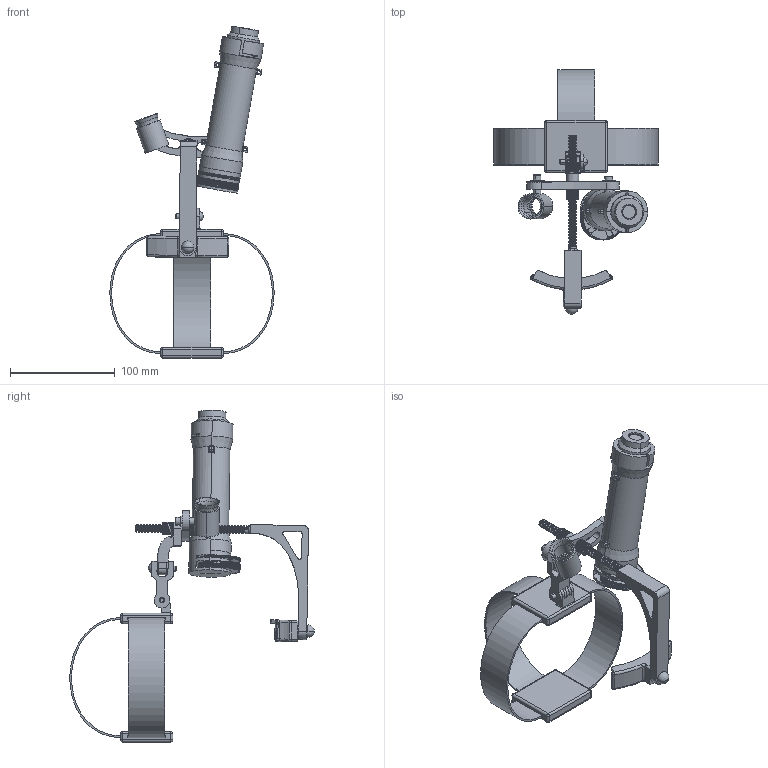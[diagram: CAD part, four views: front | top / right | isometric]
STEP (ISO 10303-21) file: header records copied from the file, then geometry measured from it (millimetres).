
FILE_DESCRIPTION (( 'STEP AP203' ), '1' );
FILE_NAME ('Head Strap Mount_18-6-2016.STEP', '2016-06-18T06:06:33', ( '' ), ( '' ), 'SwSTEP 2.0', 'SolidWorks 2016', '' );
FILE_SCHEMA (( 'CONFIG_CONTROL_DESIGN' ));
Length unit declared in the file: millimetre
Products named in the file (29): Lens Holder_Back; DOMO Lens; Chin Rest; Filter_Red; Torch; Chin Rest Link; Filter_Yellow; Head Mount Base; Closing of Light Holder; Nut for Chin Rest Link; Light Source Holder Assembly_28-3-16; Positioning Link; LED Lens; Rivet; Holding Clip; Head Mount Base Back; Filter; Rivet_Small; Slit Dial_12mm_28-03-16; Strip; Filter_Blue; Light Source_28-03-16; Head Strap link; Link for Lens and Light source; Filter_Green; Light Source_28-03-16_Closing Part; Head Strap Mount_18-6-2016; Lens Holder_Front; Filter Dial_1_28-03-16
Assembly tree (34 placements, depth 3):
  Head Strap Mount_18-6-2016
    Head Mount Base
    Positioning Link
    Head Mount Base Back
    Strip  x3
    Link for Lens and Light source
    Lens Holder_Front
    Lens Holder_Back
    Chin Rest
    Chin Rest Link
    Nut for Chin Rest Link  x2
    Rivet  x2
    Rivet_Small
    Light Source Holder Assembly_28-3-16
      Light Source_28-03-16
      Light Source_28-03-16_Closing Part
      Filter Dial_1_28-03-16
      DOMO Lens  x2
      Torch
      Closing of Light Holder
      LED Lens
      Filter
      Filter_Blue
      Filter_Green
      Filter_Red
      Filter_Yellow
    Holding Clip  x2
    Slit Dial_12mm_28-03-16
    Head Strap link
Bounding box: 157.04 x 233.69 x 317.44 mm (x, y, z)
Volume: 262663.5 mm3; surface area: 171112.4 mm2
Topology: 34 solids, 35 shells, 2027 faces, 5622 edges, 3679 vertices
Faces by surface type: plane 1164, cylinder 700, cone 48, torus 45, sphere 42, bspline 28
Entity records: 70901 total; most frequent: CARTESIAN_POINT 21233, ORIENTED_EDGE 9890, DIRECTION 9585, EDGE_CURVE 4945, VECTOR 3415, LINE 3415, VERTEX_POINT 3244, AXIS2_PLACEMENT_3D 3085
